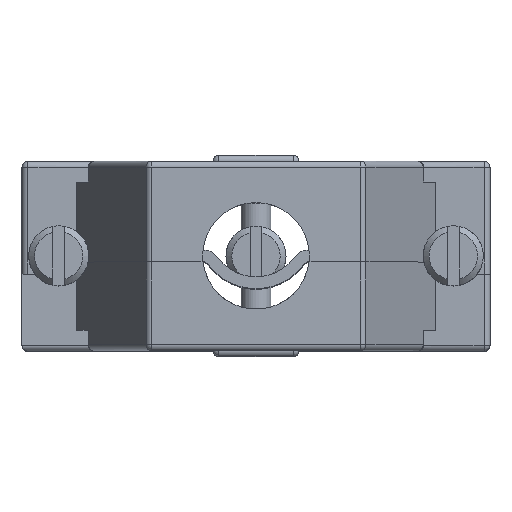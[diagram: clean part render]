
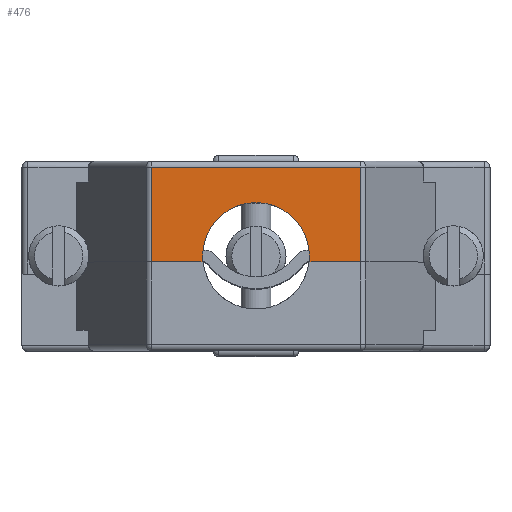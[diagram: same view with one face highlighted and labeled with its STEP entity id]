
A CAD part, top view. The second image highlights one B-rep face of the part: STEP entity #476.
In plain terms, the highlighted planar face has unit normal (0, 0, 1).
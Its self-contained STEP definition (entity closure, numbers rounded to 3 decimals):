
#476 = ADVANCED_FACE( '', ( #1035 ), #1036, .T. );
#1035 = FACE_OUTER_BOUND( '', #1666, .T. );
#1036 = PLANE( '', #1667 );
#1666 = EDGE_LOOP( '', ( #2631, #2632, #2633, #2634, #2635, #2636 ) );
#1667 = AXIS2_PLACEMENT_3D( '', #2637, #2638, #2639 );
#2631 = ORIENTED_EDGE( '', *, *, #4410, .T. );
#2632 = ORIENTED_EDGE( '', *, *, #4557, .T. );
#2633 = ORIENTED_EDGE( '', *, *, #4558, .T. );
#2634 = ORIENTED_EDGE( '', *, *, #4462, .T. );
#2635 = ORIENTED_EDGE( '', *, *, #4434, .T. );
#2636 = ORIENTED_EDGE( '', *, *, #4559, .T. );
#2637 = CARTESIAN_POINT( '', ( -9.15, -0.5, 36.6 ) );
#2638 = DIRECTION( '', ( 0., 0., 1. ) );
#2639 = DIRECTION( '', ( 1., 0., 0. ) );
#4410 = EDGE_CURVE( '', #5181, #5179, #5182, .T. );
#4434 = EDGE_CURVE( '', #5225, #5226, #5227, .T. );
#4462 = EDGE_CURVE( '', #5280, #5225, #5281, .F. );
#4557 = EDGE_CURVE( '', #5179, #5438, #5439, .T. );
#4558 = EDGE_CURVE( '', #5438, #5280, #5440, .F. );
#4559 = EDGE_CURVE( '', #5226, #5181, #5441, .T. );
#5179 = VERTEX_POINT( '', #6198 );
#5181 = VERTEX_POINT( '', #6200 );
#5182 = LINE( '', #6201, #6202 );
#5225 = VERTEX_POINT( '', #6264 );
#5226 = VERTEX_POINT( '', #6265 );
#5227 = LINE( '', #6266, #6267 );
#5280 = VERTEX_POINT( '', #6341 );
#5281 = LINE( '', #6342, #6343 );
#5438 = VERTEX_POINT( '', #6578 );
#5439 = LINE( '', #6579, #6580 );
#5440 = LINE( '', #6581, #6582 );
#5441 = CIRCLE( '', #6583, 4.5 );
#6198 = CARTESIAN_POINT( '', ( 8.825, -0.5, 36.6 ) );
#6200 = CARTESIAN_POINT( '', ( 4.472, -0.5, 36.6 ) );
#6201 = CARTESIAN_POINT( '', ( -9.15, -0.5, 36.6 ) );
#6202 = VECTOR( '', #7573, 1000. );
#6264 = CARTESIAN_POINT( '', ( -8.825, -0.5, 36.6 ) );
#6265 = CARTESIAN_POINT( '', ( -4.472, -0.5, 36.6 ) );
#6266 = CARTESIAN_POINT( '', ( -9.15, -0.5, 36.6 ) );
#6267 = VECTOR( '', #7605, 1000. );
#6341 = CARTESIAN_POINT( '', ( -8.825, 7.5, 36.6 ) );
#6342 = CARTESIAN_POINT( '', ( -8.825, -0.5, 36.6 ) );
#6343 = VECTOR( '', #7645, 1000. );
#6578 = CARTESIAN_POINT( '', ( 8.825, 7.5, 36.6 ) );
#6579 = CARTESIAN_POINT( '', ( 8.825, -0.5, 36.6 ) );
#6580 = VECTOR( '', #7772, 1000. );
#6581 = CARTESIAN_POINT( '', ( -9.15, 7.5, 36.6 ) );
#6582 = VECTOR( '', #7773, 1000. );
#6583 = AXIS2_PLACEMENT_3D( '', #7774, #7775, #7776 );
#7573 = DIRECTION( '', ( 1., 0., 0. ) );
#7605 = DIRECTION( '', ( 1., 0., 0. ) );
#7645 = DIRECTION( '', ( 0., 1., 0. ) );
#7772 = DIRECTION( '', ( 0., 1., 0. ) );
#7773 = DIRECTION( '', ( 1., 0., 0. ) );
#7774 = CARTESIAN_POINT( '', ( 0., 0., 36.6 ) );
#7775 = DIRECTION( '', ( 0., 0., -1. ) );
#7776 = DIRECTION( '', ( 1., 0., 0. ) );
